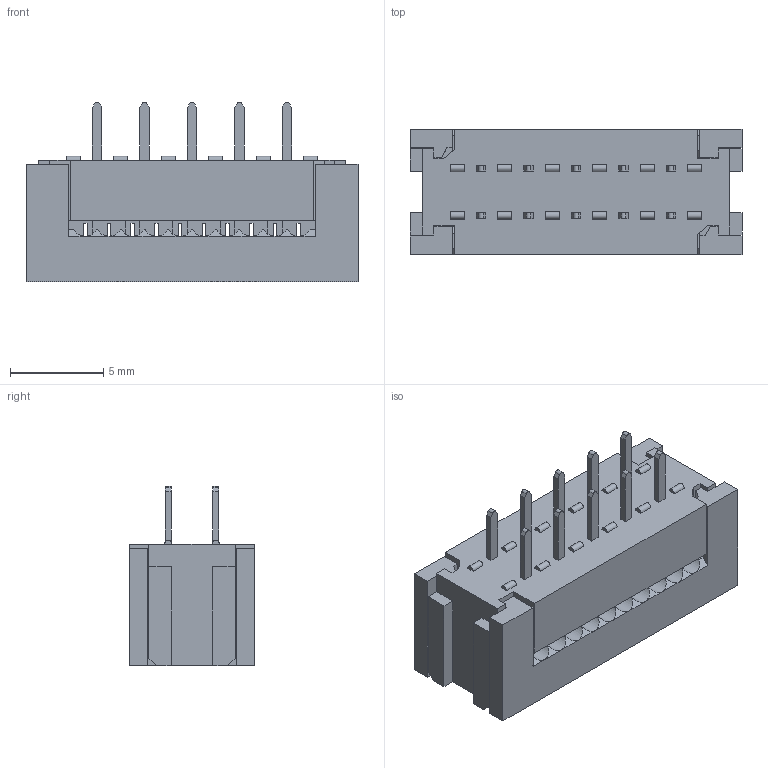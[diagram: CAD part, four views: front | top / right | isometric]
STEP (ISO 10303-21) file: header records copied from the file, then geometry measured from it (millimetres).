
FILE_DESCRIPTION(('STEP AP214'),'1');
FILE_NAME(' ',' ',('TraceParts'),('TraceParts S.A.'),'XStep 1.0',' ',' ');
FILE_SCHEMA(('automotive_design'));
Length unit declared in the file: millimetre
Products named in the file (1): C-0216093-10-3-L
Bounding box: 17.78 x 6.72 x 9.61 mm (x, y, z)
Volume: 676.9 mm3; surface area: 1095.3 mm2
Topology: 1 solids, 1 shells, 484 faces, 1270 edges, 832 vertices
Faces by surface type: plane 442, cylinder 42
Entity records: 14897 total; most frequent: CARTESIAN_POINT 2987, ORIENTED_EDGE 2540, DIRECTION 2204, EDGE_CURVE 1270, LINE 1146, VECTOR 1146, VERTEX_POINT 832, EDGE_LOOP 566
